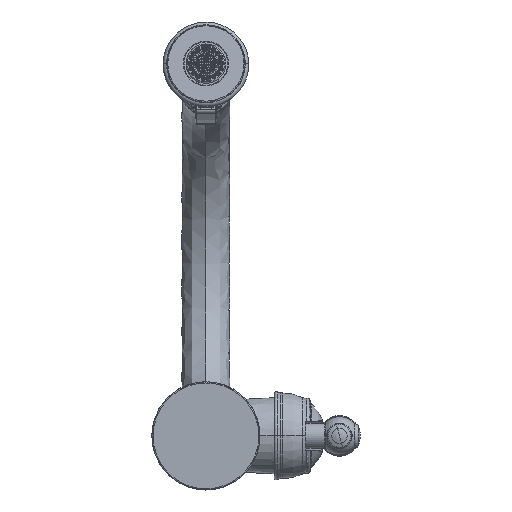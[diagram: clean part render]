
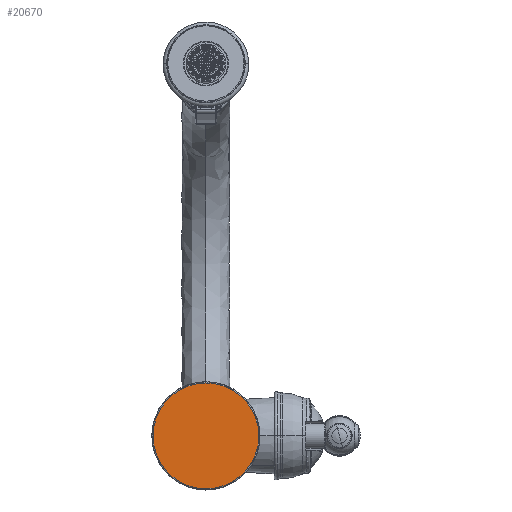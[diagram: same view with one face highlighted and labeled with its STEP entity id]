
A CAD part, front view. The second image highlights one B-rep face of the part: STEP entity #20670.
In plain terms, the highlighted planar face has unit normal (0, -1, 0).
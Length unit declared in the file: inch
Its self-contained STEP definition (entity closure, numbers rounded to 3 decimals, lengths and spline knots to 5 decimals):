
#2=CARTESIAN_POINT('',(0.,0.,0.));
#3=DIRECTION('',(0.,1.,0.));
#4=DIRECTION('',(0.,0.,-1.));
#5=AXIS2_PLACEMENT_3D('',#2,#3,#4);
#7=CARTESIAN_POINT('',(0.,0.,0.));
#8=DIRECTION('',(0.,1.,0.));
#9=DIRECTION('',(0.,0.,1.));
#10=AXIS2_PLACEMENT_3D('',#7,#8,#9);
#16423=CARTESIAN_POINT('',(0.,0.,-1.24537));
#16424=CARTESIAN_POINT('',(0.,0.,1.24537));
#16425=VERTEX_POINT('',#16423);
#16426=VERTEX_POINT('',#16424);
#20659=CARTESIAN_POINT('',(0.,0.,0.));
#20660=DIRECTION('',(0.,-1.,0.));
#20661=DIRECTION('',(0.,0.,1.));
#20662=AXIS2_PLACEMENT_3D('',#20659,#20660,#20661);
#20663=PLANE('',#20662);
#20665=ORIENTED_EDGE('',*,*,#20664,.T.);
#20667=ORIENTED_EDGE('',*,*,#20666,.T.);
#20668=EDGE_LOOP('',(#20665,#20667));
#20669=FACE_OUTER_BOUND('',#20668,.F.);
#20670=ADVANCED_FACE('',(#20669),#20663,.T.);
#6=CIRCLE('',#5,1.24537);
#11=CIRCLE('',#10,1.24537);
#20664=EDGE_CURVE('',#16425,#16426,#6,.T.);
#20666=EDGE_CURVE('',#16426,#16425,#11,.T.);
